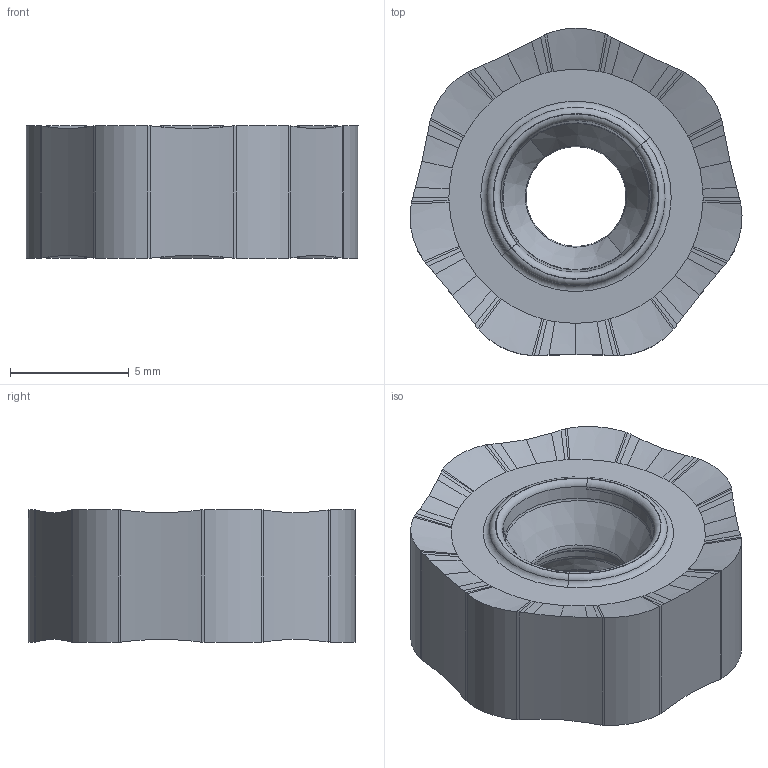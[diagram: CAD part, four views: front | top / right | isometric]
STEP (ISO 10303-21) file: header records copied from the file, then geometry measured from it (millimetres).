
FILE_DESCRIPTION((''),'2;1');
FILE_NAME('NNMU130532ZEN-M','2017-05-10T',('tlyk01'),('PTC Japan'),'CREO PARAMETRIC BY PTC INC, 2016260','CREO PARAMETRIC BY PTC INC, 2016260','');
FILE_SCHEMA(('AUTOMOTIVE_DESIGN { 1 0 10303 214 1 1 1 1 }'));
Length unit declared in the file: millimetre
Products named in the file (1): NNMU130532ZEN-M
Bounding box: 13.98 x 13.78 x 5.57 mm (x, y, z)
Volume: 609.3 mm3; surface area: 582.6 mm2
Topology: 1 solids, 1 shells, 195 faces, 492 edges, 300 vertices
Faces by surface type: bspline 126, cylinder 28, torus 22, cone 16, plane 3
Entity records: 8854 total; most frequent: CARTESIAN_POINT 3422, ORIENTED_EDGE 984, PRESENTATION_STYLE_ASSIGNMENT 495, STYLED_ITEM 495, CURVE_STYLE 494, EDGE_CURVE 492, DIRECTION 480, VERTEX_POINT 300
